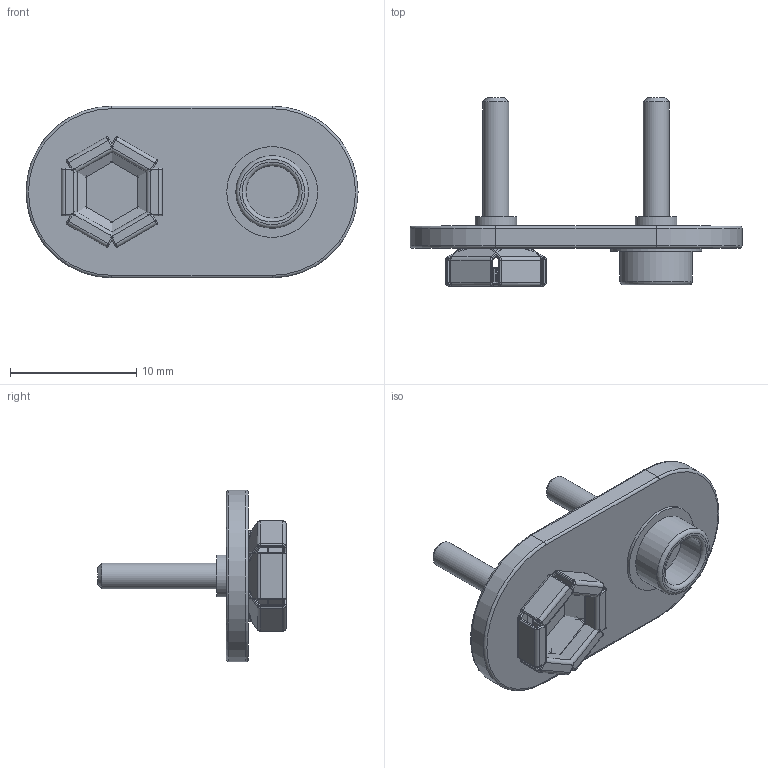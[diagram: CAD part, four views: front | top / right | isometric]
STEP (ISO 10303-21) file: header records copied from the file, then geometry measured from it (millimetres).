
FILE_DESCRIPTION(/* description */ (''),/* implementation_level */ '2;1');
FILE_NAME(/* name */ '9v battery clip v2.step',/* time_stamp */ '2021-09-27T22:05:04-07:00',/* author */ (''),/* organization */ (''),/* preprocessor_version */ 'ST-DEVELOPER v18.1',/* originating_system */ 'Autodesk Translation Framework v10.6.0.1341',/* authorisation */ '');
FILE_SCHEMA (('AUTOMOTIVE_DESIGN { 1 0 10303 214 3 1 1 }'));
Length unit declared in the file: millimetre
Products named in the file (1): 9v battery clip
Bounding box: 26.3 x 14.91 x 13.6 mm (x, y, z)
Volume: 713.9 mm3; surface area: 1374.2 mm2
Topology: 10 solids, 10 shells, 317 faces, 665 edges, 372 vertices
Faces by surface type: cylinder 163, plane 86, torus 42, sphere 24, cone 2
Full cylindrical faces by diameter (mm): 2.05 x2, 3.3 x2, 4.15 x1, 5.75 x1, 7.2 x1
Entity records: 8325 total; most frequent: DIRECTION 1615, CARTESIAN_POINT 1355, ORIENTED_EDGE 1330, EDGE_CURVE 665, AXIS2_PLACEMENT_3D 632, VERTEX_POINT 372, LINE 351, VECTOR 351
